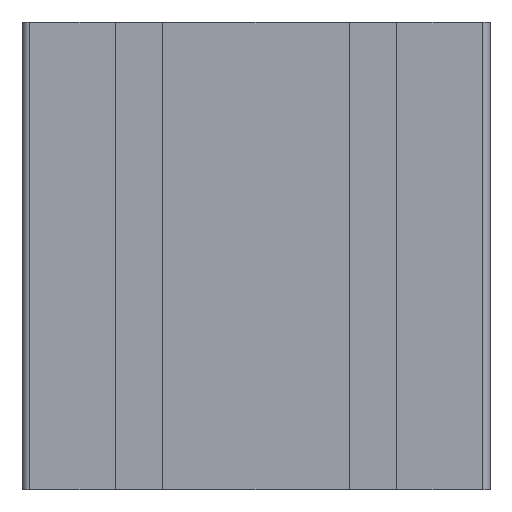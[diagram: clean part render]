
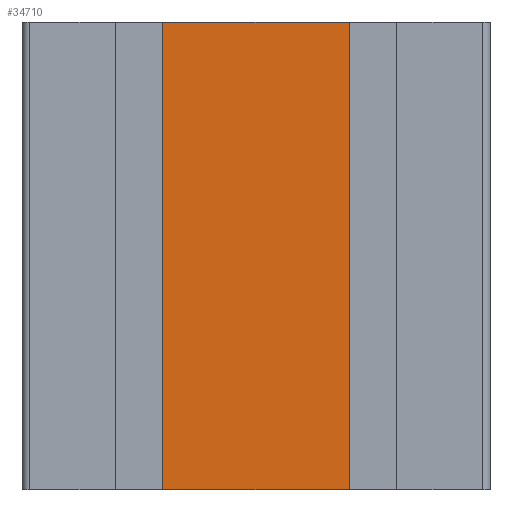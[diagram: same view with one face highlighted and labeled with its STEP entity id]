
A CAD part, front view. The second image highlights one B-rep face of the part: STEP entity #34710.
In plain terms, the highlighted planar face has unit normal (0, -1, 0).
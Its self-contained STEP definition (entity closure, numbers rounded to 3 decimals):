
#11300=CARTESIAN_POINT('',(7.54,-63.604,609.));
#11310=VERTEX_POINT('',#11300);
#11340=CARTESIAN_POINT('',(7.59,-63.604,609.));
#11350=DIRECTION('',(-1.,0.,0.));
#11360=VECTOR('',#11350,1.);
#11370=LINE('',#11340,#11360);
#11380=CARTESIAN_POINT('',(-32.36,-63.604,609.));
#11390=VERTEX_POINT('',#11380);
#11400=EDGE_CURVE('',#11310,#11390,#11370,.T.);
#30110=CARTESIAN_POINT('',(-32.36,-63.604,0.));
#30120=DIRECTION('',(0.,0.,-1.));
#30130=VECTOR('',#30120,1.);
#30140=LINE('',#30110,#30130);
#30150=CARTESIAN_POINT('',(-32.36,-63.604,509.));
#30160=VERTEX_POINT('',#30150);
#30170=EDGE_CURVE('',#11390,#30160,#30140,.T.);
#33190=CARTESIAN_POINT('',(7.54,-63.604,0.));
#33200=DIRECTION('',(0.,0.,-1.));
#33210=VECTOR('',#33200,1.);
#33220=LINE('',#33190,#33210);
#33230=CARTESIAN_POINT('',(7.54,-63.604,509.));
#33240=VERTEX_POINT('',#33230);
#33250=EDGE_CURVE('',#11310,#33240,#33220,.T.);
#34550=CARTESIAN_POINT('',(7.59,-63.604,0.));
#34560=DIRECTION('',(-0.,-1.,-0.));
#34570=DIRECTION('',(-1.,0.,0.));
#34580=AXIS2_PLACEMENT_3D('',#34550,#34560,#34570);
#34590=PLANE('',#34580);
#34600=ORIENTED_EDGE('',*,*,#30170,.T.);
#34610=ORIENTED_EDGE('',*,*,#11400,.T.);
#34620=ORIENTED_EDGE('',*,*,#33250,.F.);
#34630=CARTESIAN_POINT('',(0.,-63.604,509.));
#34640=DIRECTION('',(1.,0.,0.));
#34650=VECTOR('',#34640,1.);
#34660=LINE('',#34630,#34650);
#34670=EDGE_CURVE('',#30160,#33240,#34660,.T.);
#34680=ORIENTED_EDGE('',*,*,#34670,.T.);
#34690=EDGE_LOOP('',(#34680,#34620,#34610,#34600));
#34700=FACE_OUTER_BOUND('',#34690,.T.);
#34710=ADVANCED_FACE('',(#34700),#34590,.T.);
